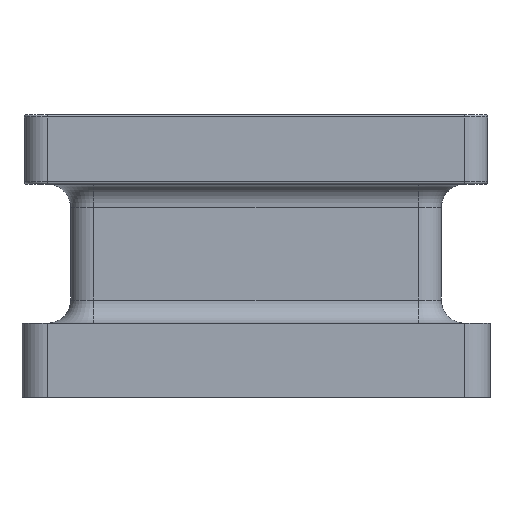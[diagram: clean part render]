
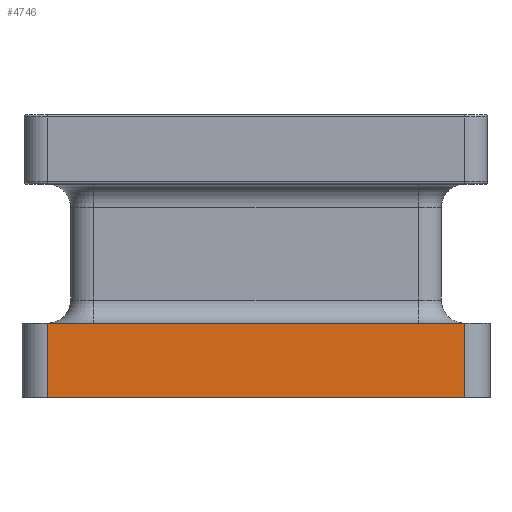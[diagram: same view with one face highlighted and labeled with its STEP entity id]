
A CAD part, left-side view. The second image highlights one B-rep face of the part: STEP entity #4746.
In plain terms, the highlighted planar face has unit normal (-1, 0, 0).
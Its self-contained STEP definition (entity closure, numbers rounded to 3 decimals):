
#295 = VECTOR ( 'NONE', #11822, 1000. ) ;
#611 = EDGE_LOOP ( 'NONE', ( #20948, #5744, #12914, #9659 ) ) ;
#1133 = FACE_OUTER_BOUND ( 'NONE', #611, .T. ) ;
#1398 = EDGE_CURVE ( 'NONE', #5840, #11440, #12040, .T. ) ;
#1763 = CARTESIAN_POINT ( 'NONE',  ( -1.26, 0.9, -0.02 ) ) ;
#2848 = LINE ( 'NONE', #5893, #10637 ) ;
#4746 = ADVANCED_FACE ( 'NONE', ( #1133 ), #6143, .F. ) ;
#5016 = VERTEX_POINT ( 'NONE', #11899 ) ;
#5043 = DIRECTION ( 'NONE',  ( 0., -1., 0. ) ) ;
#5196 = CARTESIAN_POINT ( 'NONE',  ( -1.26, -0.9, 0.3 ) ) ;
#5744 = ORIENTED_EDGE ( 'NONE', *, *, #7654, .T. ) ;
#5817 = DIRECTION ( 'NONE',  ( 0., 1., 0. ) ) ;
#5840 = VERTEX_POINT ( 'NONE', #7333 ) ;
#5893 = CARTESIAN_POINT ( 'NONE',  ( -1.26, 0.9, -0.02 ) ) ;
#6143 = PLANE ( 'NONE',  #21042 ) ;
#6427 = DIRECTION ( 'NONE',  ( 0., 0., -1. ) ) ;
#7333 = CARTESIAN_POINT ( 'NONE',  ( -1.26, -0.9, 0.3 ) ) ;
#7550 = DIRECTION ( 'NONE',  ( 1., 0., 0. ) ) ;
#7654 = EDGE_CURVE ( 'NONE', #14927, #11440, #2848, .T. ) ;
#7733 = DIRECTION ( 'NONE',  ( 0., -1., 0. ) ) ;
#8177 = LINE ( 'NONE', #21373, #11954 ) ;
#9659 = ORIENTED_EDGE ( 'NONE', *, *, #10917, .F. ) ;
#10637 = VECTOR ( 'NONE', #7733, 1000. ) ;
#10917 = EDGE_CURVE ( 'NONE', #5016, #5840, #8177, .T. ) ;
#11437 = LINE ( 'NONE', #19694, #17983 ) ;
#11440 = VERTEX_POINT ( 'NONE', #15980 ) ;
#11822 = DIRECTION ( 'NONE',  ( 0., 0., -1. ) ) ;
#11899 = CARTESIAN_POINT ( 'NONE',  ( -1.26, 0.9, 0.3 ) ) ;
#11954 = VECTOR ( 'NONE', #5043, 1000. ) ;
#12040 = LINE ( 'NONE', #5196, #295 ) ;
#12914 = ORIENTED_EDGE ( 'NONE', *, *, #1398, .F. ) ;
#14927 = VERTEX_POINT ( 'NONE', #1763 ) ;
#15980 = CARTESIAN_POINT ( 'NONE',  ( -1.26, -0.9, -0.02 ) ) ;
#17983 = VECTOR ( 'NONE', #6427, 1000. ) ;
#19694 = CARTESIAN_POINT ( 'NONE',  ( -1.26, 0.9, 0.3 ) ) ;
#20412 = EDGE_CURVE ( 'NONE', #5016, #14927, #11437, .T. ) ;
#20830 = CARTESIAN_POINT ( 'NONE',  ( -1.26, 0.9, 0.3 ) ) ;
#20948 = ORIENTED_EDGE ( 'NONE', *, *, #20412, .T. ) ;
#21042 = AXIS2_PLACEMENT_3D ( 'NONE', #20830, #7550, #5817 ) ;
#21373 = CARTESIAN_POINT ( 'NONE',  ( -1.26, 0.9, 0.3 ) ) ;
